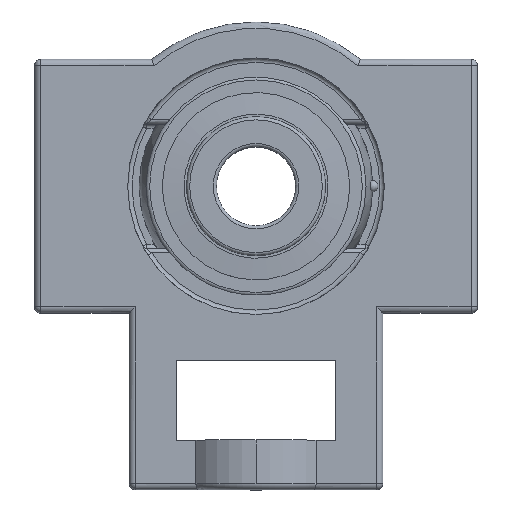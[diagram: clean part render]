
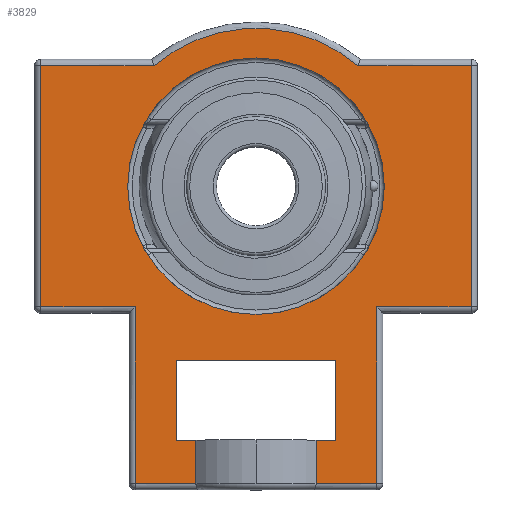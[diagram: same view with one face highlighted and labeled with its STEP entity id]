
A CAD part, top view. The second image highlights one B-rep face of the part: STEP entity #3829.
In plain terms, the highlighted planar face has unit normal (0, 0, 1).
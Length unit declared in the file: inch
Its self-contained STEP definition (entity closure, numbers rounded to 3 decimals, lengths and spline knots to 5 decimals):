
#2121=CARTESIAN_POINT('',(-0.,-1.01482,0.41339));
#2122=VERTEX_POINT('',#2121);
#2129=CARTESIAN_POINT('',(0.,1.01482,0.41339));
#2130=VERTEX_POINT('',#2129);
#2131=CARTESIAN_POINT('',(0.,0.,0.41339));
#2132=DIRECTION('',(0.,0.,-1.));
#2133=DIRECTION('',(0.,1.,0.));
#2134=AXIS2_PLACEMENT_3D('',#2131,#2132,#2133);
#2135=CIRCLE('',#2134,1.01482);
#2136=EDGE_CURVE('',#2130,#2122,#2135,.T.);
#2138=CARTESIAN_POINT('',(0.,0.,0.41339));
#2139=DIRECTION('',(0.,0.,-1.));
#2140=DIRECTION('',(0.,1.,0.));
#2141=AXIS2_PLACEMENT_3D('',#2138,#2139,#2140);
#2142=CIRCLE('',#2141,1.01482);
#2143=EDGE_CURVE('',#2122,#2130,#2142,.T.);
#2227=CARTESIAN_POINT('',(-1.70197,0.95394,0.41339));
#2228=VERTEX_POINT('',#2227);
#2253=CARTESIAN_POINT('',(1.70197,0.95394,0.41339));
#2254=VERTEX_POINT('',#2253);
#2297=CARTESIAN_POINT('',(-1.70197,-0.95394,0.41339));
#2298=VERTEX_POINT('',#2297);
#2323=CARTESIAN_POINT('',(1.70197,-0.95394,0.41339));
#2324=VERTEX_POINT('',#2323);
#2365=CARTESIAN_POINT('',(0.95394,-0.95394,0.41339));
#2366=VERTEX_POINT('',#2365);
#2367=CARTESIAN_POINT('',(0.86369,-0.95394,0.41339));
#2368=DIRECTION('',(-1.,0.,0.));
#2369=VECTOR('',#2368,0.2945);
#2370=LINE('',#2367,#2369);
#2371=EDGE_CURVE('',#2324,#2366,#2370,.T.);
#2388=CARTESIAN_POINT('',(-0.95394,-2.35157,0.41339));
#2389=VERTEX_POINT('',#2388);
#2423=CARTESIAN_POINT('',(0.95394,-2.35157,0.41339));
#2424=VERTEX_POINT('',#2423);
#3193=CARTESIAN_POINT('',(0.4753,-2.35157,0.41339));
#3194=VERTEX_POINT('',#3193);
#3195=CARTESIAN_POINT('',(-0.00071,-2.35157,0.41339));
#3196=DIRECTION('',(-1.,0.,0.));
#3197=VECTOR('',#3196,0.18844);
#3198=LINE('',#3195,#3197);
#3199=EDGE_CURVE('',#2424,#3194,#3198,.T.);
#3226=CARTESIAN_POINT('',(0.95394,-1.08769,0.41339));
#3227=DIRECTION('',(0.,-1.,0.));
#3228=VECTOR('',#3227,0.55025);
#3229=LINE('',#3226,#3228);
#3230=EDGE_CURVE('',#2366,#2424,#3229,.T.);
#3281=CARTESIAN_POINT('',(-0.95394,-0.95394,0.41339));
#3282=VERTEX_POINT('',#3281);
#3283=CARTESIAN_POINT('',(-0.95394,-1.63794,0.41339));
#3284=DIRECTION('',(0.,1.,0.));
#3285=VECTOR('',#3284,0.55025);
#3286=LINE('',#3283,#3285);
#3287=EDGE_CURVE('',#2389,#3282,#3286,.T.);
#3304=CARTESIAN_POINT('',(-0.4753,-2.35157,0.41339));
#3305=VERTEX_POINT('',#3304);
#3306=CARTESIAN_POINT('',(-0.56341,-2.35157,0.41339));
#3307=DIRECTION('',(-1.,0.,0.));
#3308=VECTOR('',#3307,0.18844);
#3309=LINE('',#3306,#3308);
#3310=EDGE_CURVE('',#3305,#2389,#3309,.T.);
#3379=CARTESIAN_POINT('',(-1.0174,-0.95394,0.41339));
#3380=DIRECTION('',(-1.,0.,0.));
#3381=VECTOR('',#3380,0.2945);
#3382=LINE('',#3379,#3381);
#3383=EDGE_CURVE('',#3282,#2298,#3382,.T.);
#3441=CARTESIAN_POINT('',(1.70197,0.17963,0.41339));
#3442=DIRECTION('',(0.,-1.,0.));
#3443=VECTOR('',#3442,0.75113);
#3444=LINE('',#3441,#3443);
#3445=EDGE_CURVE('',#2254,#2324,#3444,.T.);
#3495=CARTESIAN_POINT('',(-1.70197,-0.5715,0.41339));
#3496=DIRECTION('',(0.,1.,0.));
#3497=VECTOR('',#3496,0.75113);
#3498=LINE('',#3495,#3497);
#3499=EDGE_CURVE('',#2298,#2228,#3498,.T.);
#3541=CARTESIAN_POINT('',(0.80656,0.95394,0.41339));
#3542=VERTEX_POINT('',#3541);
#3543=CARTESIAN_POINT('',(0.48399,0.95394,0.41339));
#3544=DIRECTION('',(1.,0.,-0.));
#3545=VECTOR('',#3544,0.35252);
#3546=LINE('',#3543,#3545);
#3547=EDGE_CURVE('',#3542,#2254,#3546,.T.);
#3624=CARTESIAN_POINT('',(-0.80656,0.95394,0.41339));
#3625=VERTEX_POINT('',#3624);
#3626=CARTESIAN_POINT('',(-1.28473,0.95394,0.41339));
#3627=DIRECTION('',(1.,0.,-0.));
#3628=VECTOR('',#3627,0.35252);
#3629=LINE('',#3626,#3628);
#3630=EDGE_CURVE('',#2228,#3625,#3629,.T.);
#3657=CARTESIAN_POINT('',(0.,0.,0.41339));
#3658=DIRECTION('',(0.,0.,-1.));
#3659=DIRECTION('',(0.,1.,0.));
#3660=AXIS2_PLACEMENT_3D('',#3657,#3658,#3659);
#3661=CIRCLE('',#3660,1.24921);
#3662=EDGE_CURVE('',#3625,#3542,#3661,.T.);
#3753=CARTESIAN_POINT('',(-0.73926,-0.64632,0.41339));
#3754=DIRECTION('',(0.,0.,1.));
#3755=DIRECTION('',(1.,0.,0.));
#3756=AXIS2_PLACEMENT_3D('',#3753,#3754,#3755);
#3757=PLANE('',#3756);
#3758=ORIENTED_EDGE('',*,*,#3199,.F.);
#3759=ORIENTED_EDGE('',*,*,#3230,.F.);
#3760=ORIENTED_EDGE('',*,*,#2371,.F.);
#3761=ORIENTED_EDGE('',*,*,#3445,.F.);
#3762=ORIENTED_EDGE('',*,*,#3547,.F.);
#3763=ORIENTED_EDGE('',*,*,#3662,.F.);
#3764=ORIENTED_EDGE('',*,*,#3630,.F.);
#3765=ORIENTED_EDGE('',*,*,#3499,.F.);
#3766=ORIENTED_EDGE('',*,*,#3383,.F.);
#3767=ORIENTED_EDGE('',*,*,#3287,.F.);
#3768=ORIENTED_EDGE('',*,*,#3310,.F.);
#3769=CARTESIAN_POINT('',(-0.4753,-2.00787,0.41339));
#3770=VERTEX_POINT('',#3769);
#3771=CARTESIAN_POINT('',(-0.4753,-2.26254,0.41339));
#3772=DIRECTION('',(0.,1.,0.));
#3773=VECTOR('',#3772,0.13532);
#3774=LINE('',#3771,#3773);
#3775=EDGE_CURVE('',#3305,#3770,#3774,.T.);
#3776=ORIENTED_EDGE('',*,*,#3775,.T.);
#3777=CARTESIAN_POINT('',(-0.62992,-2.00787,0.41339));
#3778=VERTEX_POINT('',#3777);
#3779=CARTESIAN_POINT('',(-0.62992,-2.00787,0.41339));
#3780=DIRECTION('',(1.,0.,-0.));
#3781=VECTOR('',#3780,0.06087);
#3782=LINE('',#3779,#3781);
#3783=EDGE_CURVE('',#3778,#3770,#3782,.T.);
#3784=ORIENTED_EDGE('',*,*,#3783,.F.);
#3785=CARTESIAN_POINT('',(-0.62992,-1.37795,0.41339));
#3786=VERTEX_POINT('',#3785);
#3787=CARTESIAN_POINT('',(-0.62992,-1.37795,0.41339));
#3788=DIRECTION('',(0.,-1.,0.));
#3789=VECTOR('',#3788,0.248);
#3790=LINE('',#3787,#3789);
#3791=EDGE_CURVE('',#3786,#3778,#3790,.T.);
#3792=ORIENTED_EDGE('',*,*,#3791,.F.);
#3793=CARTESIAN_POINT('',(0.62992,-1.37795,0.41339));
#3794=VERTEX_POINT('',#3793);
#3795=CARTESIAN_POINT('',(0.248,-1.37795,0.41339));
#3796=DIRECTION('',(-1.,0.,0.));
#3797=VECTOR('',#3796,0.496);
#3798=LINE('',#3795,#3797);
#3799=EDGE_CURVE('',#3794,#3786,#3798,.T.);
#3800=ORIENTED_EDGE('',*,*,#3799,.F.);
#3801=CARTESIAN_POINT('',(0.62992,-2.00787,0.41339));
#3802=VERTEX_POINT('',#3801);
#3803=CARTESIAN_POINT('',(0.62992,-1.62595,0.41339));
#3804=DIRECTION('',(0.,1.,0.));
#3805=VECTOR('',#3804,0.248);
#3806=LINE('',#3803,#3805);
#3807=EDGE_CURVE('',#3802,#3794,#3806,.T.);
#3808=ORIENTED_EDGE('',*,*,#3807,.F.);
#3809=CARTESIAN_POINT('',(0.4753,-2.00787,0.41339));
#3810=VERTEX_POINT('',#3809);
#3811=CARTESIAN_POINT('',(-0.19479,-2.00787,0.41339));
#3812=DIRECTION('',(1.,0.,-0.));
#3813=VECTOR('',#3812,0.06087);
#3814=LINE('',#3811,#3813);
#3815=EDGE_CURVE('',#3810,#3802,#3814,.T.);
#3816=ORIENTED_EDGE('',*,*,#3815,.F.);
#3817=CARTESIAN_POINT('',(0.4753,-2.12722,0.41339));
#3818=DIRECTION('',(0.,-1.,0.));
#3819=VECTOR('',#3818,0.13532);
#3820=LINE('',#3817,#3819);
#3821=EDGE_CURVE('',#3810,#3194,#3820,.T.);
#3822=ORIENTED_EDGE('',*,*,#3821,.T.);
#3823=EDGE_LOOP('',(#3758,#3759,#3760,#3761,#3762,#3763,#3764,#3765,#3766,#3767,#3768,#3776,#3784,#3792,#3800,#3808,#3816,#3822));
#3824=FACE_BOUND('',#3823,.T.);
#3825=ORIENTED_EDGE('',*,*,#2136,.T.);
#3826=ORIENTED_EDGE('',*,*,#2143,.T.);
#3827=EDGE_LOOP('',(#3825,#3826));
#3828=FACE_BOUND('',#3827,.T.);
#3829=ADVANCED_FACE('',(#3824,#3828),#3757,.T.);
